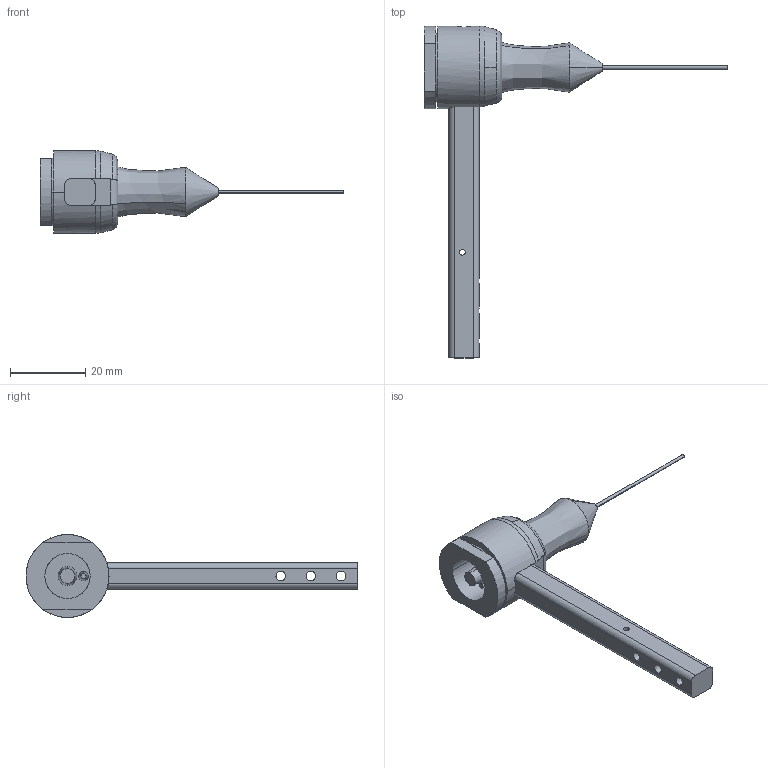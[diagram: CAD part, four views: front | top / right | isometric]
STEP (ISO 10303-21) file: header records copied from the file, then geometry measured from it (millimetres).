
FILE_DESCRIPTION (( 'STEP AP203' ), '1' );
FILE_NAME ('Link7_Default_sldprt.STEP', '2023-08-01T11:31:15', ( '' ), ( '' ), 'SwSTEP 2.0', 'SolidWorks 2022', '' );
FILE_SCHEMA (( 'CONFIG_CONTROL_DESIGN' ));
Length unit declared in the file: millimetre
Products named in the file (1): Link7_Default_sldprt
Bounding box: 80.4 x 88 x 22 mm (x, y, z)
Volume: 12055.1 mm3; surface area: 8668.5 mm2
Topology: 7 solids, 7 shells, 116 faces, 304 edges, 203 vertices
Faces by surface type: cylinder 48, plane 40, bspline 16, cone 12
Entity records: 4790 total; most frequent: CARTESIAN_POINT 1896, ORIENTED_EDGE 608, DIRECTION 562, EDGE_CURVE 304, AXIS2_PLACEMENT_3D 228, VERTEX_POINT 203, EDGE_LOOP 135, CIRCLE 127
